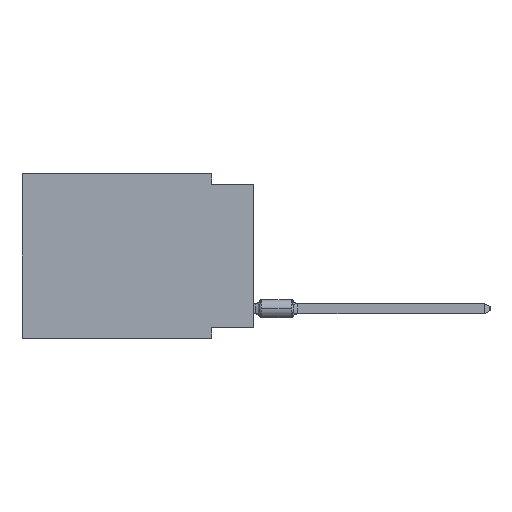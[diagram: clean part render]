
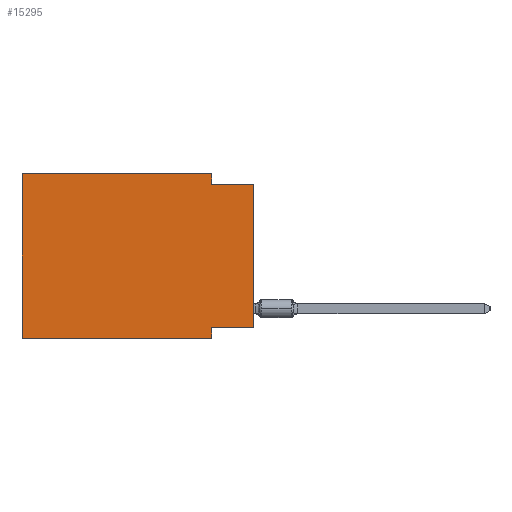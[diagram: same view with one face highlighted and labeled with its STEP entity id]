
A CAD part, left-side view. The second image highlights one B-rep face of the part: STEP entity #15295.
In plain terms, the highlighted planar face has unit normal (-1, 0, 0).
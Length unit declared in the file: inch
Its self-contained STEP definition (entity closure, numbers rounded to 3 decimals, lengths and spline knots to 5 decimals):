
#99 = CARTESIAN_POINT ( 'NONE',  ( 0., 0.55, 0. ) ) ;
#1555 = DIRECTION ( 'NONE',  ( 1., 0., 0. ) ) ;
#1919 = CARTESIAN_POINT ( 'NONE',  ( 0., 0.1, -0.39 ) ) ;
#2915 = VECTOR ( 'NONE', #3794, 39.37008 ) ;
#3684 = LINE ( 'NONE', #15672, #28668 ) ;
#3794 = DIRECTION ( 'NONE',  ( 0., 1., 0. ) ) ;
#4063 = CARTESIAN_POINT ( 'NONE',  ( 0., 0.1, -0.365 ) ) ;
#4316 = EDGE_CURVE ( 'NONE', #32487, #25136, #26170, .T. ) ;
#4353 = LINE ( 'NONE', #22423, #27995 ) ;
#4412 = CARTESIAN_POINT ( 'NONE',  ( 0., 0.55, 0. ) ) ;
#5783 = ORIENTED_EDGE ( 'NONE', *, *, #22618, .F. ) ;
#6295 = DIRECTION ( 'NONE',  ( 0., -1., 0. ) ) ;
#7912 = CARTESIAN_POINT ( 'NONE',  ( 0., 0.55, -0.39 ) ) ;
#8755 = DIRECTION ( 'NONE',  ( 0., -1., 0. ) ) ;
#9182 = VECTOR ( 'NONE', #28927, 39.37008 ) ;
#9316 = VERTEX_POINT ( 'NONE', #26193 ) ;
#9829 = DIRECTION ( 'NONE',  ( 0., 0., -1. ) ) ;
#10295 = CARTESIAN_POINT ( 'NONE',  ( 0., 0., -0.025 ) ) ;
#11371 = ORIENTED_EDGE ( 'NONE', *, *, #29930, .F. ) ;
#12366 = ORIENTED_EDGE ( 'NONE', *, *, #14691, .F. ) ;
#12457 = CARTESIAN_POINT ( 'NONE',  ( 0., 0., -0.365 ) ) ;
#13621 = LINE ( 'NONE', #13816, #36647 ) ;
#13816 = CARTESIAN_POINT ( 'NONE',  ( 0., 0.1, 0. ) ) ;
#14691 = EDGE_CURVE ( 'NONE', #9316, #32487, #13621, .T. ) ;
#15018 = LINE ( 'NONE', #99, #32863 ) ;
#15084 = DIRECTION ( 'NONE',  ( 0., 0., 1. ) ) ;
#15295 = ADVANCED_FACE ( 'NONE', ( #31618 ), #34556, .F. ) ;
#15672 = CARTESIAN_POINT ( 'NONE',  ( 0., 0., 0. ) ) ;
#15818 = CARTESIAN_POINT ( 'NONE',  ( 0., 0., -0.365 ) ) ;
#15904 = CARTESIAN_POINT ( 'NONE',  ( 0., 0.55, 0. ) ) ;
#16077 = VERTEX_POINT ( 'NONE', #4412 ) ;
#16921 = EDGE_CURVE ( 'NONE', #28125, #37623, #33225, .T. ) ;
#17203 = ORIENTED_EDGE ( 'NONE', *, *, #35503, .F. ) ;
#17248 = VERTEX_POINT ( 'NONE', #15818 ) ;
#18159 = EDGE_LOOP ( 'NONE', ( #28825, #22859, #12366, #5783, #23761, #34301, #11371, #17203 ) ) ;
#19008 = CARTESIAN_POINT ( 'NONE',  ( 0., 0.55, -0.39 ) ) ;
#19974 = VECTOR ( 'NONE', #20682, 39.37008 ) ;
#20682 = DIRECTION ( 'NONE',  ( 0., 0., -1. ) ) ;
#21797 = LINE ( 'NONE', #35604, #19974 ) ;
#22126 = CARTESIAN_POINT ( 'NONE',  ( 0., 0.1, -0.025 ) ) ;
#22423 = CARTESIAN_POINT ( 'NONE',  ( 0., 0.55, 0. ) ) ;
#22463 = DIRECTION ( 'NONE',  ( 0., 0., -1. ) ) ;
#22618 = EDGE_CURVE ( 'NONE', #16077, #9316, #15018, .T. ) ;
#22859 = ORIENTED_EDGE ( 'NONE', *, *, #4316, .F. ) ;
#23005 = DIRECTION ( 'NONE',  ( 0., 0., 1. ) ) ;
#23761 = ORIENTED_EDGE ( 'NONE', *, *, #25656, .F. ) ;
#25136 = VERTEX_POINT ( 'NONE', #10295 ) ;
#25656 = EDGE_CURVE ( 'NONE', #28125, #16077, #4353, .T. ) ;
#26170 = LINE ( 'NONE', #28534, #9182 ) ;
#26193 = CARTESIAN_POINT ( 'NONE',  ( 0., 0.1, 0. ) ) ;
#26313 = EDGE_CURVE ( 'NONE', #17248, #25136, #3684, .T. ) ;
#27995 = VECTOR ( 'NONE', #23005, 39.37008 ) ;
#28125 = VERTEX_POINT ( 'NONE', #7912 ) ;
#28534 = CARTESIAN_POINT ( 'NONE',  ( 0., 0., -0.025 ) ) ;
#28668 = VECTOR ( 'NONE', #15084, 39.37008 ) ;
#28825 = ORIENTED_EDGE ( 'NONE', *, *, #26313, .T. ) ;
#28927 = DIRECTION ( 'NONE',  ( 0., -1., 0. ) ) ;
#29930 = EDGE_CURVE ( 'NONE', #32412, #37623, #21797, .T. ) ;
#30732 = LINE ( 'NONE', #12457, #2915 ) ;
#31618 = FACE_OUTER_BOUND ( 'NONE', #18159, .T. ) ;
#32295 = AXIS2_PLACEMENT_3D ( 'NONE', #15904, #1555, #9829 ) ;
#32412 = VERTEX_POINT ( 'NONE', #4063 ) ;
#32487 = VERTEX_POINT ( 'NONE', #22126 ) ;
#32863 = VECTOR ( 'NONE', #8755, 39.37008 ) ;
#33225 = LINE ( 'NONE', #19008, #34879 ) ;
#34301 = ORIENTED_EDGE ( 'NONE', *, *, #16921, .T. ) ;
#34556 = PLANE ( 'NONE',  #32295 ) ;
#34879 = VECTOR ( 'NONE', #6295, 39.37008 ) ;
#35503 = EDGE_CURVE ( 'NONE', #17248, #32412, #30732, .T. ) ;
#35604 = CARTESIAN_POINT ( 'NONE',  ( 0., 0.1, -0.39 ) ) ;
#36647 = VECTOR ( 'NONE', #22463, 39.37008 ) ;
#37623 = VERTEX_POINT ( 'NONE', #1919 ) ;
